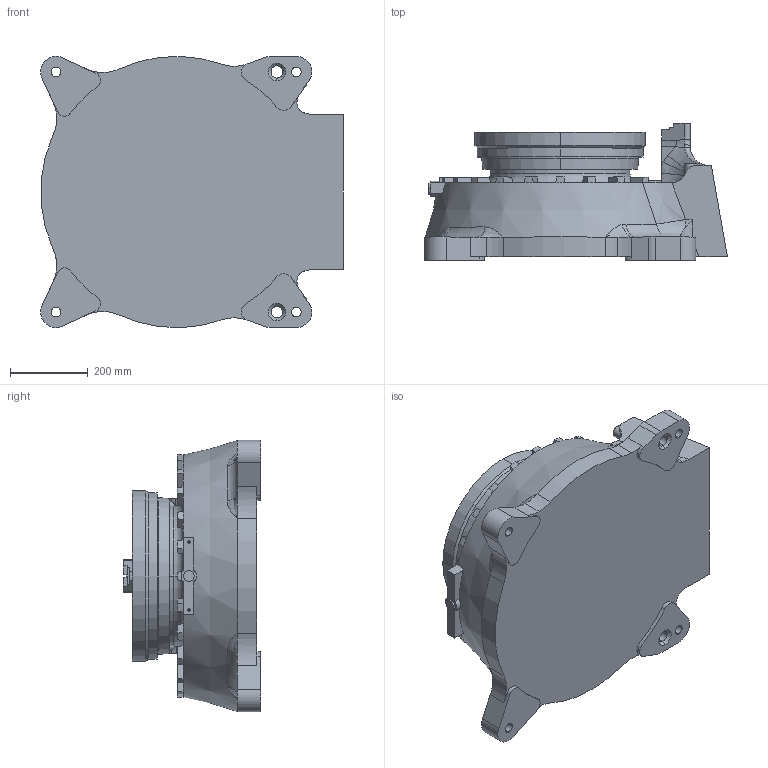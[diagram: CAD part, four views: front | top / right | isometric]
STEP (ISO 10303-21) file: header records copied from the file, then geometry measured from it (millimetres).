
FILE_DESCRIPTION (( 'STEP AP203' ), '1' );
FILE_NAME ('SMART-5 NJ-110-3.0_p01.STEP_Default_sldprt.STEP', '2024-04-24T11:31:57', ( '' ), ( '' ), 'SwSTEP 2.0', 'SolidWorks 2023', '' );
FILE_SCHEMA (( 'CONFIG_CONTROL_DESIGN' ));
Length unit declared in the file: millimetre
Products named in the file (1): SMART-5 NJ-110-3.0_p01.STEP_Default_sldprt
Bounding box: 781.35 x 354 x 700 mm (x, y, z)
Volume: 98713816.6 mm3; surface area: 1836512.4 mm2
Topology: 1 solids, 1 shells, 392 faces, 1024 edges, 611 vertices
Faces by surface type: cylinder 152, plane 142, cone 63, bspline 29, torus 6
Entity records: 15436 total; most frequent: CARTESIAN_POINT 6235, ORIENTED_EDGE 1932, DIRECTION 1876, EDGE_CURVE 966, AXIS2_PLACEMENT_3D 691, VERTEX_POINT 611, VECTOR 494, LINE 494
